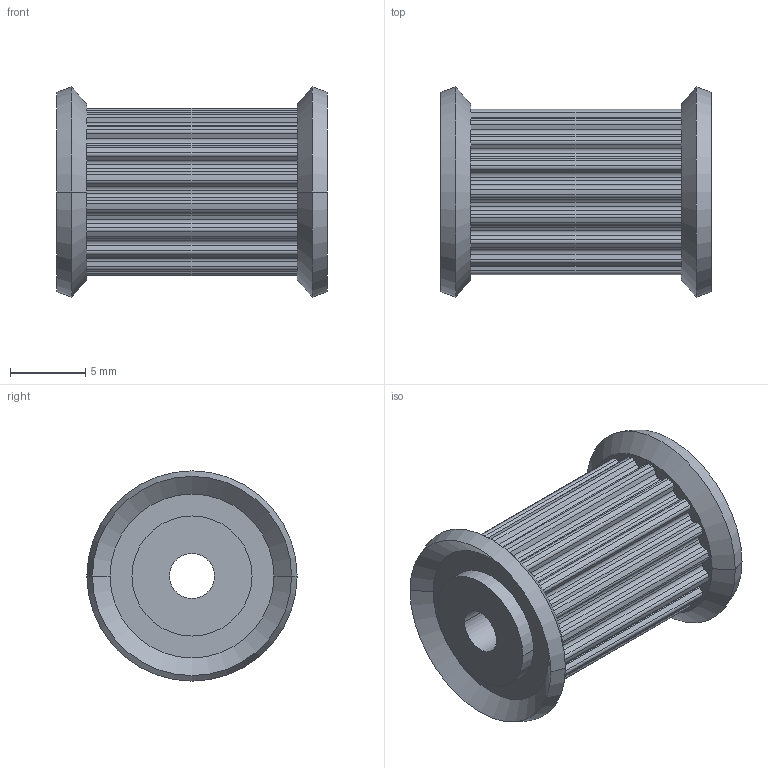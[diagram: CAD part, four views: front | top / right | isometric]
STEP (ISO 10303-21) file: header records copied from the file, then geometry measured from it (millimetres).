
FILE_DESCRIPTION( ( '' ), '1' );
FILE_NAME( 'atp18mxl050_a_h3_2_03.stp', '2012-10-31T07:07:11', ( '' ), ( '' ), ' ', ' ', ' ' );
FILE_SCHEMA( ( 'CONFIG_CONTROL_DESIGN' ) );
Length unit declared in the file: millimetre
Products named in the file (1): 1
Bounding box: 18 x 14 x 14 mm (x, y, z)
Volume: 1507.8 mm3; surface area: 1399.9 mm2
Topology: 1 solids, 1 shells, 168 faces, 480 edges, 318 vertices
Faces by surface type: cylinder 114, plane 42, cone 12
Entity records: 5650 total; most frequent: DIRECTION 1064, CARTESIAN_POINT 967, ORIENTED_EDGE 960, EDGE_CURVE 480, AXIS2_PLACEMENT_3D 415, VERTEX_POINT 318, CIRCLE 246, LINE 234
